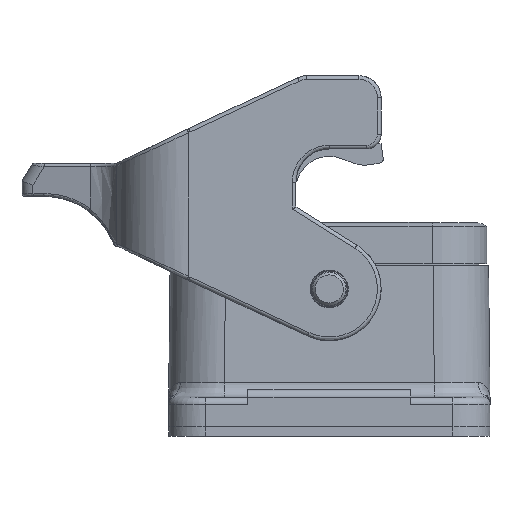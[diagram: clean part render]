
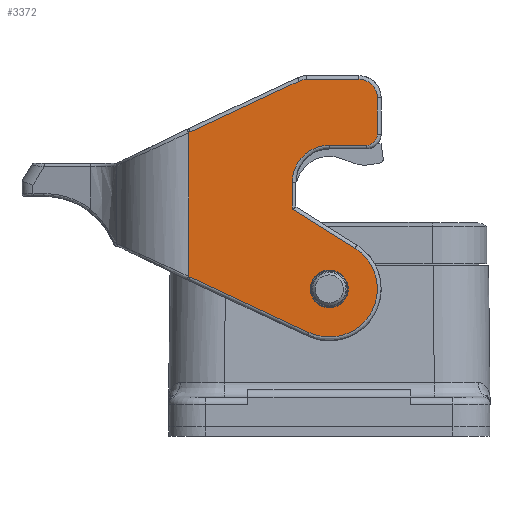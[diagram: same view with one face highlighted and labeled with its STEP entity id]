
A CAD part, left-side view. The second image highlights one B-rep face of the part: STEP entity #3372.
In plain terms, the highlighted planar face has unit normal (-1, 0, 0).
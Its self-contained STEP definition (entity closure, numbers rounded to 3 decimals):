
#2832=FACE_BOUND('',#4869,.T.);
#2833=FACE_BOUND('',#4870,.T.);
#3372=ADVANCED_FACE('',(#2832,#2833),#3903,.F.);
#3903=PLANE('',#16820);
#4869=EDGE_LOOP('',(#6616));
#4870=EDGE_LOOP('',(#6617,#6618,#6619,#6620,#6621,#6622,#6623,#6624,#6625,
#6626,#6627,#6628,#6629,#6630,#6631));
#6616=ORIENTED_EDGE('',*,*,#10050,.F.);
#6617=ORIENTED_EDGE('',*,*,#10051,.F.);
#6618=ORIENTED_EDGE('',*,*,#10052,.F.);
#6619=ORIENTED_EDGE('',*,*,#10053,.F.);
#6620=ORIENTED_EDGE('',*,*,#10054,.F.);
#6621=ORIENTED_EDGE('',*,*,#10055,.F.);
#6622=ORIENTED_EDGE('',*,*,#10056,.F.);
#6623=ORIENTED_EDGE('',*,*,#10057,.F.);
#6624=ORIENTED_EDGE('',*,*,#10058,.F.);
#6625=ORIENTED_EDGE('',*,*,#10059,.F.);
#6626=ORIENTED_EDGE('',*,*,#10049,.F.);
#6627=ORIENTED_EDGE('',*,*,#9658,.F.);
#6628=ORIENTED_EDGE('',*,*,#10060,.F.);
#6629=ORIENTED_EDGE('',*,*,#10061,.F.);
#6630=ORIENTED_EDGE('',*,*,#10062,.F.);
#6631=ORIENTED_EDGE('',*,*,#10063,.F.);
#8573=VERTEX_POINT('',#22879);
#8575=VERTEX_POINT('',#22885);
#8828=VERTEX_POINT('',#24580);
#8829=VERTEX_POINT('',#24589);
#8830=VERTEX_POINT('',#24591);
#8831=VERTEX_POINT('',#24592);
#8832=VERTEX_POINT('',#24594);
#8833=VERTEX_POINT('',#24596);
#8834=VERTEX_POINT('',#24598);
#8835=VERTEX_POINT('',#24600);
#8836=VERTEX_POINT('',#24602);
#8837=VERTEX_POINT('',#24604);
#8838=VERTEX_POINT('',#24606);
#8839=VERTEX_POINT('',#24612);
#8840=VERTEX_POINT('',#24614);
#8841=VERTEX_POINT('',#24616);
#9658=EDGE_CURVE('',#8573,#8575,#11277,.T.);
#10049=EDGE_CURVE('',#8575,#8828,#13511,.T.);
#10050=EDGE_CURVE('',#8829,#8829,#11512,.T.);
#10051=EDGE_CURVE('',#8830,#8831,#11513,.T.);
#10052=EDGE_CURVE('',#8832,#8830,#13512,.T.);
#10053=EDGE_CURVE('',#8833,#8832,#11514,.T.);
#10054=EDGE_CURVE('',#8834,#8833,#13513,.T.);
#10055=EDGE_CURVE('',#8835,#8834,#11515,.T.);
#10056=EDGE_CURVE('',#8836,#8835,#13514,.T.);
#10057=EDGE_CURVE('',#8837,#8836,#11516,.T.);
#10058=EDGE_CURVE('',#8838,#8837,#13515,.T.);
#10059=EDGE_CURVE('',#8828,#8838,#11331,.T.);
#10060=EDGE_CURVE('',#8839,#8573,#13516,.T.);
#10061=EDGE_CURVE('',#8840,#8839,#11517,.T.);
#10062=EDGE_CURVE('',#8841,#8840,#13517,.T.);
#10063=EDGE_CURVE('',#8831,#8841,#13518,.T.);
#11277=B_SPLINE_CURVE_WITH_KNOTS('',3,(#22881,#22882,#22883,#22884),
 .UNSPECIFIED.,.F.,.F.,(4,4),(0.,1.),.UNSPECIFIED.);
#11331=B_SPLINE_CURVE_WITH_KNOTS('',3,(#24607,#24608,#24609,#24610),
 .UNSPECIFIED.,.F.,.F.,(4,4),(0.,1.),.UNSPECIFIED.);
#11512=CIRCLE('',#16814,2.55);
#11513=CIRCLE('',#16815,5.);
#11514=CIRCLE('',#16816,1.5);
#11515=CIRCLE('',#16817,2.5);
#11516=CIRCLE('',#16818,2.5);
#11517=CIRCLE('',#16819,6.5);
#13511=LINE('',#24581,#14538);
#13512=LINE('',#24593,#14539);
#13513=LINE('',#24597,#14540);
#13514=LINE('',#24601,#14541);
#13515=LINE('',#24605,#14542);
#13516=LINE('',#24611,#14543);
#13517=LINE('',#24615,#14544);
#13518=LINE('',#24617,#14545);
#14538=VECTOR('',#18811,1.);
#14539=VECTOR('',#18816,1.);
#14540=VECTOR('',#18819,1.);
#14541=VECTOR('',#18822,1.);
#14542=VECTOR('',#18825,1.);
#14543=VECTOR('',#18826,1.);
#14544=VECTOR('',#18829,1.);
#14545=VECTOR('',#18830,1.);
#16814=AXIS2_PLACEMENT_3D('',#24588,#18812,#18813);
#16815=AXIS2_PLACEMENT_3D('',#24590,#18814,#18815);
#16816=AXIS2_PLACEMENT_3D('',#24595,#18817,#18818);
#16817=AXIS2_PLACEMENT_3D('',#24599,#18820,#18821);
#16818=AXIS2_PLACEMENT_3D('',#24603,#18823,#18824);
#16819=AXIS2_PLACEMENT_3D('',#24613,#18827,#18828);
#16820=AXIS2_PLACEMENT_3D('',#24618,#18831,#18832);
#18811=DIRECTION('',(0.,0.,1.));
#18812=DIRECTION('',(-1.,0.,0.));
#18813=DIRECTION('',(0.,-1.,0.));
#18814=DIRECTION('',(-1.,0.,0.));
#18815=DIRECTION('',(0.,0.,1.));
#18816=DIRECTION('',(0.,1.,0.));
#18817=DIRECTION('',(1.,0.,0.));
#18818=DIRECTION('',(0.,-1.,0.));
#18819=DIRECTION('',(0.,0.,-1.));
#18820=DIRECTION('',(1.,0.,0.));
#18821=DIRECTION('',(0.,0.,1.));
#18822=DIRECTION('',(0.,-1.,0.));
#18823=DIRECTION('',(1.,0.,0.));
#18824=DIRECTION('',(0.,0.423,0.906));
#18825=DIRECTION('',(0.,-0.906,0.423));
#18826=DIRECTION('',(0.,0.906,0.423));
#18827=DIRECTION('',(1.,0.,0.));
#18828=DIRECTION('',(0.,-0.53,0.848));
#18829=DIRECTION('',(0.,-0.848,-0.53));
#18830=DIRECTION('',(0.,0.,-1.));
#18831=DIRECTION('',(1.,0.,0.));
#18832=DIRECTION('',(0.,-1.,0.));
#22879=CARTESIAN_POINT('',(-44.15,18.789,4.139));
#22881=CARTESIAN_POINT('',(-44.15,18.781,4.136));
#22882=CARTESIAN_POINT('',(-44.15,18.854,4.171));
#22883=CARTESIAN_POINT('',(-44.15,18.927,4.207));
#22884=CARTESIAN_POINT('',(-44.15,19.,4.242));
#22885=CARTESIAN_POINT('',(-44.15,19.,4.244));
#24580=CARTESIAN_POINT('',(-44.15,19.,23.655));
#24581=CARTESIAN_POINT('',(-44.15,19.,4.242));
#24588=CARTESIAN_POINT('',(-44.15,0.,2.55));
#24589=CARTESIAN_POINT('',(-44.15,-2.55,2.55));
#24590=CARTESIAN_POINT('',(-44.15,0.,16.95));
#24591=CARTESIAN_POINT('',(-44.15,0.,21.95));
#24592=CARTESIAN_POINT('',(-44.15,5.,16.95));
#24593=CARTESIAN_POINT('',(-44.15,-5.,21.95));
#24594=CARTESIAN_POINT('',(-44.15,-5.,21.95));
#24595=CARTESIAN_POINT('',(-44.15,-5.,23.45));
#24596=CARTESIAN_POINT('',(-44.15,-6.5,23.45));
#24597=CARTESIAN_POINT('',(-44.15,-6.5,28.35));
#24598=CARTESIAN_POINT('',(-44.15,-6.5,28.35));
#24599=CARTESIAN_POINT('',(-44.15,-4.,28.35));
#24600=CARTESIAN_POINT('',(-44.15,-4.,30.85));
#24601=CARTESIAN_POINT('',(-44.15,3.03,30.85));
#24602=CARTESIAN_POINT('',(-44.15,3.03,30.85));
#24603=CARTESIAN_POINT('',(-44.15,3.03,28.35));
#24604=CARTESIAN_POINT('',(-44.15,4.086,30.616));
#24605=CARTESIAN_POINT('',(-44.15,18.789,23.76));
#24606=CARTESIAN_POINT('',(-44.15,18.789,23.76));
#24607=CARTESIAN_POINT('',(-44.15,19.,23.657));
#24608=CARTESIAN_POINT('',(-44.15,18.927,23.692));
#24609=CARTESIAN_POINT('',(-44.15,18.854,23.728));
#24610=CARTESIAN_POINT('',(-44.15,18.781,23.764));
#24611=CARTESIAN_POINT('',(-44.15,2.747,-3.341));
#24612=CARTESIAN_POINT('',(-44.15,2.747,-3.341));
#24613=CARTESIAN_POINT('',(-44.15,0.,2.55));
#24614=CARTESIAN_POINT('',(-44.15,-3.444,8.062));
#24615=CARTESIAN_POINT('',(-44.15,5.,13.339));
#24616=CARTESIAN_POINT('',(-44.15,5.,13.339));
#24617=CARTESIAN_POINT('',(-44.15,5.,16.95));
#24618=CARTESIAN_POINT('',(-44.15,20.,32.245));
